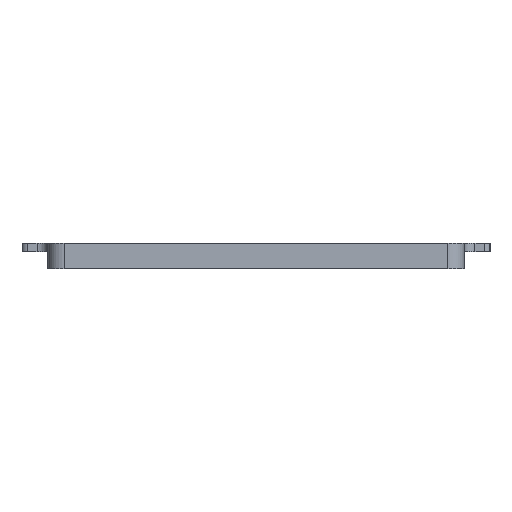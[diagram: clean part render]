
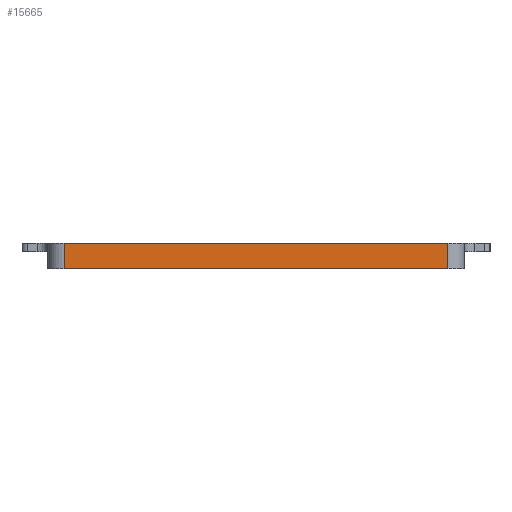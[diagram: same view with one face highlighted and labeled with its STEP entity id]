
A CAD part, left-side view. The second image highlights one B-rep face of the part: STEP entity #15665.
In plain terms, the highlighted planar face has unit normal (-1, 0, 0).
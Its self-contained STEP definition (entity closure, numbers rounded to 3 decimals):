
#107=PLANE('',#16669);
#587=FACE_OUTER_BOUND('',#1436,.T.);
#1436=EDGE_LOOP('',(#10937,#10938,#10939,#10940));
#2334=LINE('',#22854,#4077);
#2511=LINE('',#23546,#4254);
#2512=LINE('',#23548,#4255);
#2513=LINE('',#23549,#4256);
#4077=VECTOR('',#18098,10.);
#4254=VECTOR('',#18623,10.);
#4255=VECTOR('',#18624,10.);
#4256=VECTOR('',#18625,10.);
#6505=VERTEX_POINT('',#22851);
#6506=VERTEX_POINT('',#22853);
#6847=VERTEX_POINT('',#23545);
#6848=VERTEX_POINT('',#23547);
#8133=EDGE_CURVE('',#6505,#6506,#2334,.T.);
#8482=EDGE_CURVE('',#6847,#6505,#2511,.T.);
#8483=EDGE_CURVE('',#6848,#6847,#2512,.T.);
#8484=EDGE_CURVE('',#6506,#6848,#2513,.T.);
#10937=ORIENTED_EDGE('',*,*,#8482,.F.);
#10938=ORIENTED_EDGE('',*,*,#8483,.F.);
#10939=ORIENTED_EDGE('',*,*,#8484,.F.);
#10940=ORIENTED_EDGE('',*,*,#8133,.F.);
#15665=ADVANCED_FACE('',(#587),#107,.T.);
#16669=AXIS2_PLACEMENT_3D('',#23544,#18621,#18622);
#18098=DIRECTION('',(0.,-1.,0.));
#18621=DIRECTION('center_axis',(-1.,0.,0.));
#18622=DIRECTION('ref_axis',(0.,1.,0.));
#18623=DIRECTION('',(0.,0.,1.));
#18624=DIRECTION('',(0.,1.,0.));
#18625=DIRECTION('',(0.,0.,-1.));
#22851=CARTESIAN_POINT('',(-191.95,-4.5,0.));
#22853=CARTESIAN_POINT('',(-191.95,-74.65,0.));
#22854=CARTESIAN_POINT('',(-191.95,-58.613,0.));
#23544=CARTESIAN_POINT('Origin',(-191.95,-77.65,-1.6));
#23545=CARTESIAN_POINT('',(-191.95,-4.5,-4.7));
#23546=CARTESIAN_POINT('',(-191.95,-4.5,-1.6));
#23547=CARTESIAN_POINT('',(-191.95,-74.65,-4.7));
#23548=CARTESIAN_POINT('',(-191.95,-1.5,-4.7));
#23549=CARTESIAN_POINT('',(-191.95,-74.65,-1.6));
